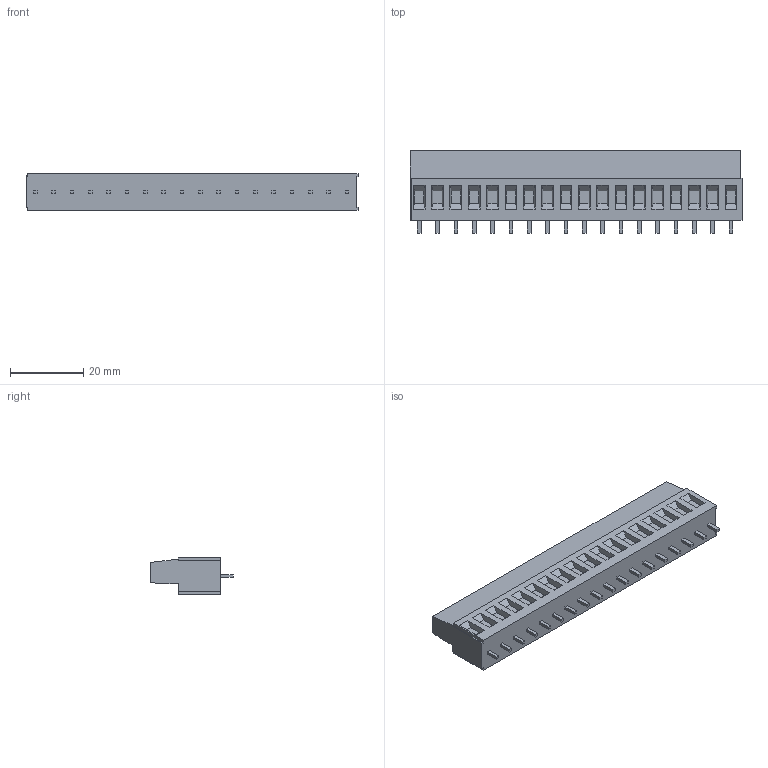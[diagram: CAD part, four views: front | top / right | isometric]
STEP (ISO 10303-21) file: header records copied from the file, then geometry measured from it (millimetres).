
FILE_DESCRIPTION((''),'2;1');
FILE_NAME('C-1-282856-8','2018-07-26T',('workeradm'),('TE Connectivity Ltd.'),'CREO PARAMETRIC BY PTC INC, 2016050','CREO PARAMETRIC BY PTC INC, 2016050','');
FILE_SCHEMA(('AUTOMOTIVE_DESIGN { 1 0 10303 214 1 1 1 1 }'));
Length unit declared in the file: millimetre
Products named in the file (1): C-1-282856-8
Bounding box: 90.5 x 22.5 x 10 mm (x, y, z)
Volume: 13815.3 mm3; surface area: 6542.6 mm2
Topology: 1 solids, 1 shells, 416 faces, 1025 edges, 683 vertices
Faces by surface type: plane 380, cylinder 36
Entity records: 12341 total; most frequent: CARTESIAN_POINT 2126, ORIENTED_EDGE 2050, DIRECTION 2001, EDGE_CURVE 1025, VECTOR 881, LINE 881, VERTEX_POINT 683, AXIS2_PLACEMENT_3D 560
